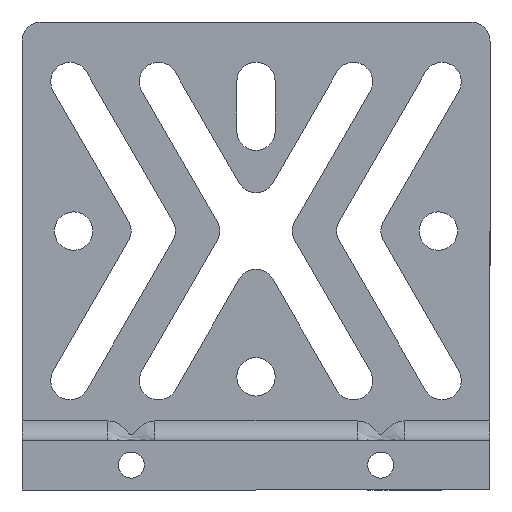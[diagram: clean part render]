
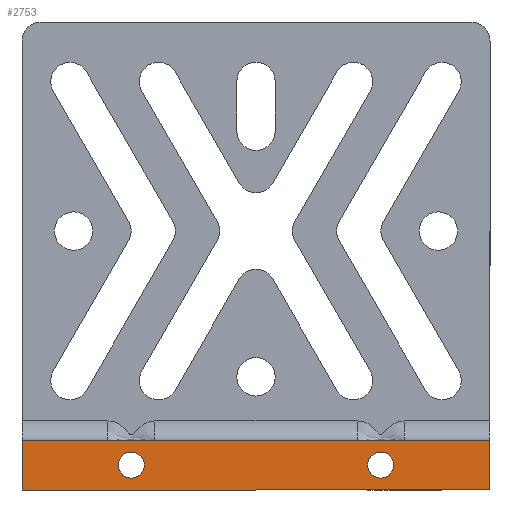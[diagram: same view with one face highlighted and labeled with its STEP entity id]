
A CAD part, front view. The second image highlights one B-rep face of the part: STEP entity #2753.
In plain terms, the highlighted planar face has unit normal (0, -1, 0).
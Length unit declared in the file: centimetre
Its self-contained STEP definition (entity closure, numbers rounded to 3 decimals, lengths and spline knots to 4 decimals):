
#13 = DIRECTION ( 'NONE',  ( 0., 0., 1. ) ) ;
#48 = FACE_OUTER_BOUND ( 'NONE', #380, .T. ) ;
#131 = CARTESIAN_POINT ( 'NONE',  ( 1.425, -0.65, -5.945 ) ) ;
#183 = CIRCLE ( 'NONE', #793, 0.17 ) ;
#195 = ORIENTED_EDGE ( 'NONE', *, *, #421, .T. ) ;
#236 = EDGE_CURVE ( 'NONE', #965, #1600, #1379, .T. ) ;
#366 = VECTOR ( 'NONE', #2917, 100. ) ;
#368 = DIRECTION ( 'NONE',  ( 0., 0., -1. ) ) ;
#380 = EDGE_LOOP ( 'NONE', ( #3768, #195, #2112, #2732 ) ) ;
#408 = DIRECTION ( 'NONE',  ( 0., 1., 0. ) ) ;
#410 = EDGE_LOOP ( 'NONE', ( #1885, #3076 ) ) ;
#421 = EDGE_CURVE ( 'NONE', #2032, #965, #3203, .T. ) ;
#480 = CARTESIAN_POINT ( 'NONE',  ( 4.675, -0.65, -5.775 ) ) ;
#497 = VECTOR ( 'NONE', #743, 100. ) ;
#537 = CIRCLE ( 'NONE', #3224, 0.17 ) ;
#567 = CARTESIAN_POINT ( 'NONE',  ( 6.1, -0.65, -6.1 ) ) ;
#684 = DIRECTION ( 'NONE',  ( 0., 1., 0. ) ) ;
#743 = DIRECTION ( 'NONE',  ( 1., 0., 0. ) ) ;
#793 = AXIS2_PLACEMENT_3D ( 'NONE', #3024, #408, #1567 ) ;
#803 = CIRCLE ( 'NONE', #2077, 0.17 ) ;
#848 = LINE ( 'NONE', #1721, #2881 ) ;
#878 = CARTESIAN_POINT ( 'NONE',  ( 4.675, -0.65, -5.605 ) ) ;
#891 = DIRECTION ( 'NONE',  ( 0., 0., 1. ) ) ;
#935 = CIRCLE ( 'NONE', #3127, 0.17 ) ;
#961 = PLANE ( 'NONE',  #3374 ) ;
#965 = VERTEX_POINT ( 'NONE', #1939 ) ;
#978 = DIRECTION ( 'NONE',  ( 0., -1., 0. ) ) ;
#1015 = ORIENTED_EDGE ( 'NONE', *, *, #1837, .T. ) ;
#1027 = EDGE_CURVE ( 'NONE', #1600, #3625, #2824, .T. ) ;
#1036 = CARTESIAN_POINT ( 'NONE',  ( 1.425, -0.65, -5.605 ) ) ;
#1379 = LINE ( 'NONE', #3162, #1988 ) ;
#1504 = FACE_BOUND ( 'NONE', #410, .T. ) ;
#1543 = CARTESIAN_POINT ( 'NONE',  ( 0., -0.65, 0. ) ) ;
#1567 = DIRECTION ( 'NONE',  ( 0., 0., 1. ) ) ;
#1600 = VERTEX_POINT ( 'NONE', #2642 ) ;
#1721 = CARTESIAN_POINT ( 'NONE',  ( 6.1, -0.65, -6.1 ) ) ;
#1837 = EDGE_CURVE ( 'NONE', #3191, #3717, #183, .T. ) ;
#1866 = VERTEX_POINT ( 'NONE', #131 ) ;
#1885 = ORIENTED_EDGE ( 'NONE', *, *, #3722, .T. ) ;
#1936 = ORIENTED_EDGE ( 'NONE', *, *, #2821, .T. ) ;
#1939 = CARTESIAN_POINT ( 'NONE',  ( 0., -0.65, -5.45 ) ) ;
#1988 = VECTOR ( 'NONE', #2296, 100. ) ;
#2017 = CARTESIAN_POINT ( 'NONE',  ( 1.425, -0.65, -5.775 ) ) ;
#2027 = CARTESIAN_POINT ( 'NONE',  ( 6.1, -0.65, -5.45 ) ) ;
#2032 = VERTEX_POINT ( 'NONE', #2027 ) ;
#2052 = CARTESIAN_POINT ( 'NONE',  ( 1.425, -0.65, -5.775 ) ) ;
#2077 = AXIS2_PLACEMENT_3D ( 'NONE', #480, #2754, #3660 ) ;
#2112 = ORIENTED_EDGE ( 'NONE', *, *, #236, .T. ) ;
#2296 = DIRECTION ( 'NONE',  ( 0., 0., -1. ) ) ;
#2624 = CARTESIAN_POINT ( 'NONE',  ( 4.675, -0.65, -5.945 ) ) ;
#2636 = EDGE_CURVE ( 'NONE', #3625, #2032, #848, .T. ) ;
#2642 = CARTESIAN_POINT ( 'NONE',  ( 0., -0.65, -6.1 ) ) ;
#2732 = ORIENTED_EDGE ( 'NONE', *, *, #1027, .T. ) ;
#2736 = FACE_BOUND ( 'NONE', #3775, .T. ) ;
#2753 = ADVANCED_FACE ( 'NONE', ( #1504, #2736, #48 ), #961, .T. ) ;
#2754 = DIRECTION ( 'NONE',  ( 0., 1., 0. ) ) ;
#2821 = EDGE_CURVE ( 'NONE', #3717, #3191, #803, .T. ) ;
#2824 = LINE ( 'NONE', #3365, #497 ) ;
#2881 = VECTOR ( 'NONE', #13, 100. ) ;
#2917 = DIRECTION ( 'NONE',  ( -1., 0., 0. ) ) ;
#2919 = DIRECTION ( 'NONE',  ( 0., 1., 0. ) ) ;
#3018 = CARTESIAN_POINT ( 'NONE',  ( 6.1, -0.65, -5.45 ) ) ;
#3024 = CARTESIAN_POINT ( 'NONE',  ( 4.675, -0.65, -5.775 ) ) ;
#3076 = ORIENTED_EDGE ( 'NONE', *, *, #3315, .T. ) ;
#3127 = AXIS2_PLACEMENT_3D ( 'NONE', #2017, #684, #3574 ) ;
#3162 = CARTESIAN_POINT ( 'NONE',  ( 0., -0.65, -6.1 ) ) ;
#3191 = VERTEX_POINT ( 'NONE', #878 ) ;
#3203 = LINE ( 'NONE', #3018, #366 ) ;
#3224 = AXIS2_PLACEMENT_3D ( 'NONE', #2052, #2919, #891 ) ;
#3315 = EDGE_CURVE ( 'NONE', #1866, #3749, #935, .T. ) ;
#3365 = CARTESIAN_POINT ( 'NONE',  ( 6.1, -0.65, -6.1 ) ) ;
#3374 = AXIS2_PLACEMENT_3D ( 'NONE', #1543, #978, #368 ) ;
#3574 = DIRECTION ( 'NONE',  ( 0., 0., 1. ) ) ;
#3625 = VERTEX_POINT ( 'NONE', #567 ) ;
#3660 = DIRECTION ( 'NONE',  ( 0., 0., 1. ) ) ;
#3717 = VERTEX_POINT ( 'NONE', #2624 ) ;
#3722 = EDGE_CURVE ( 'NONE', #3749, #1866, #537, .T. ) ;
#3749 = VERTEX_POINT ( 'NONE', #1036 ) ;
#3768 = ORIENTED_EDGE ( 'NONE', *, *, #2636, .T. ) ;
#3775 = EDGE_LOOP ( 'NONE', ( #1015, #1936 ) ) ;
